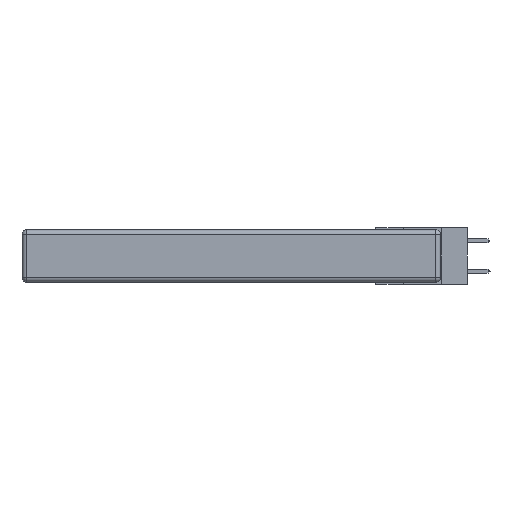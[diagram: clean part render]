
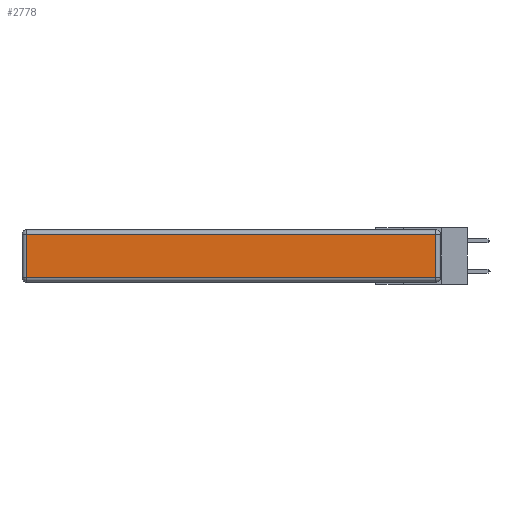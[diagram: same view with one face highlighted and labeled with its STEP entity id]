
A CAD part, left-side view. The second image highlights one B-rep face of the part: STEP entity #2778.
In plain terms, the highlighted planar face has unit normal (-1, 0, 0).
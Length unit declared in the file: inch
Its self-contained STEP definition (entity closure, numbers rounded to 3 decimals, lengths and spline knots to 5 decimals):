
#416 = CARTESIAN_POINT ( 'NONE',  ( 0., 0., -0.343 ) ) ;
#608 = LINE ( 'NONE', #7215, #7001 ) ;
#727 = LINE ( 'NONE', #6904, #4830 ) ;
#829 = CARTESIAN_POINT ( 'NONE',  ( 0., 0.03, -0.03 ) ) ;
#1030 = EDGE_CURVE ( 'NONE', #5224, #2068, #7143, .T. ) ;
#1327 = VERTEX_POINT ( 'NONE', #6786 ) ;
#1349 = CARTESIAN_POINT ( 'NONE',  ( 0., 2.75, -0.03 ) ) ;
#1480 = EDGE_CURVE ( 'NONE', #2068, #2293, #727, .T. ) ;
#1559 = PLANE ( 'NONE',  #10392 ) ;
#1886 = LINE ( 'NONE', #7311, #11808 ) ;
#2068 = VERTEX_POINT ( 'NONE', #10018 ) ;
#2293 = VERTEX_POINT ( 'NONE', #4552 ) ;
#2302 = DIRECTION ( 'NONE',  ( 0., 0., 1. ) ) ;
#2778 = ADVANCED_FACE ( 'NONE', ( #6639 ), #1559, .T. ) ;
#3420 = VECTOR ( 'NONE', #6363, 39.37008 ) ;
#4552 = CARTESIAN_POINT ( 'NONE',  ( 0., 2.72, -0.313 ) ) ;
#4830 = VECTOR ( 'NONE', #11994, 39.37008 ) ;
#5224 = VERTEX_POINT ( 'NONE', #829 ) ;
#5410 = DIRECTION ( 'NONE',  ( 0., -1., 0. ) ) ;
#5460 = ORIENTED_EDGE ( 'NONE', *, *, #1480, .T. ) ;
#5783 = EDGE_CURVE ( 'NONE', #2293, #1327, #1886, .T. ) ;
#5926 = ORIENTED_EDGE ( 'NONE', *, *, #5783, .T. ) ;
#6363 = DIRECTION ( 'NONE',  ( 0., 1., 0. ) ) ;
#6486 = DIRECTION ( 'NONE',  ( -1., 0., 0. ) ) ;
#6639 = FACE_OUTER_BOUND ( 'NONE', #10983, .T. ) ;
#6786 = CARTESIAN_POINT ( 'NONE',  ( 0., 0.03, -0.313 ) ) ;
#6904 = CARTESIAN_POINT ( 'NONE',  ( 0., 2.72, -0.343 ) ) ;
#7001 = VECTOR ( 'NONE', #2302, 39.37008 ) ;
#7143 = LINE ( 'NONE', #1349, #3420 ) ;
#7215 = CARTESIAN_POINT ( 'NONE',  ( 0., 0.03, -0.343 ) ) ;
#7311 = CARTESIAN_POINT ( 'NONE',  ( 0., 0., -0.313 ) ) ;
#8791 = ORIENTED_EDGE ( 'NONE', *, *, #1030, .T. ) ;
#10018 = CARTESIAN_POINT ( 'NONE',  ( 0., 2.72, -0.03 ) ) ;
#10392 = AXIS2_PLACEMENT_3D ( 'NONE', #416, #6486, #12484 ) ;
#10587 = EDGE_CURVE ( 'NONE', #1327, #5224, #608, .T. ) ;
#10983 = EDGE_LOOP ( 'NONE', ( #5926, #11270, #8791, #5460 ) ) ;
#11270 = ORIENTED_EDGE ( 'NONE', *, *, #10587, .T. ) ;
#11808 = VECTOR ( 'NONE', #5410, 39.37008 ) ;
#11994 = DIRECTION ( 'NONE',  ( 0., 0., -1. ) ) ;
#12484 = DIRECTION ( 'NONE',  ( 0., 0., 1. ) ) ;
